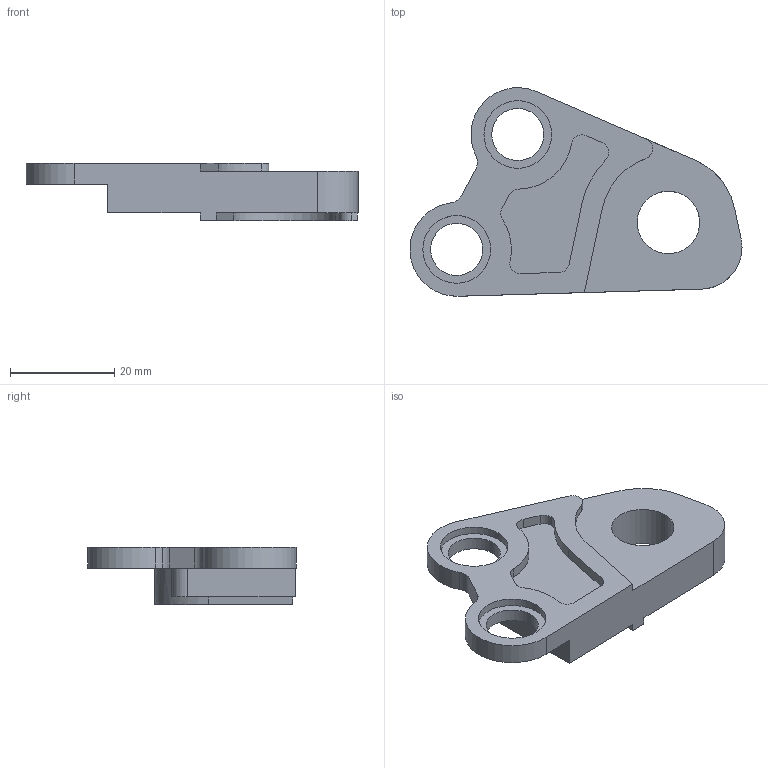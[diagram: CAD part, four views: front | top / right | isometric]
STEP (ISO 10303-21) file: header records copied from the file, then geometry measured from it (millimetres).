
FILE_DESCRIPTION (( 'STEP AP214' ), '1' );
FILE_NAME ('patte sunn gauche verticale axe et ecrou.STEP', '2024-07-09T14:53:30', ( '' ), ( '' ), 'SwSTEP 2.0', 'SolidWorks 2022', '' );
FILE_SCHEMA (( 'AUTOMOTIVE_DESIGN' ));
Length unit declared in the file: millimetre
Products named in the file (1): patte sunn gauche verticale axe et ecrou
Bounding box: 63.78 x 40.05 x 11 mm (x, y, z)
Volume: 9651.5 mm3; surface area: 5532.1 mm2
Topology: 1 solids, 1 shells, 68 faces, 185 edges, 123 vertices
Faces by surface type: cylinder 39, plane 29
Entity records: 2227 total; most frequent: DIRECTION 403, CARTESIAN_POINT 377, ORIENTED_EDGE 370, EDGE_CURVE 185, AXIS2_PLACEMENT_3D 149, VERTEX_POINT 123, LINE 105, VECTOR 105
